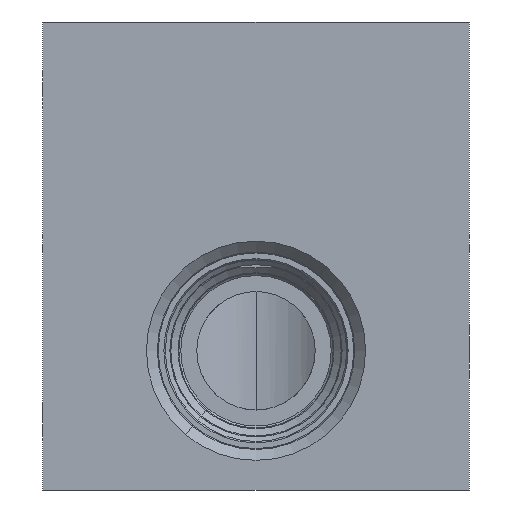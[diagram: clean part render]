
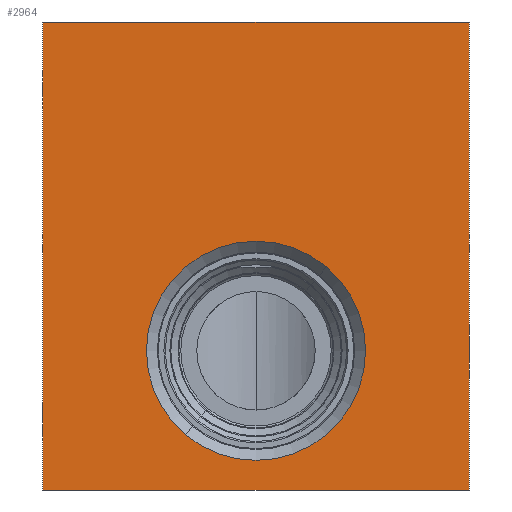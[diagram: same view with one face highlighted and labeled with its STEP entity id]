
A CAD part, front view. The second image highlights one B-rep face of the part: STEP entity #2964.
In plain terms, the highlighted planar face has unit normal (0, -1, 0).
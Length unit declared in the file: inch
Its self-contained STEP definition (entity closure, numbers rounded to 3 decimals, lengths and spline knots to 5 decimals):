
#5=DIRECTION('',(1.,0.,0.));
#6=VECTOR('',#5,4.5);
#7=CARTESIAN_POINT('',(0.,-7.875,0.));
#8=LINE('',#7,#6);
#155=DIRECTION('',(0.,0.,1.));
#156=VECTOR('',#155,4.938);
#157=CARTESIAN_POINT('',(4.5,-7.875,0.));
#158=LINE('',#157,#156);
#169=DIRECTION('',(0.,0.,1.));
#170=VECTOR('',#169,4.938);
#171=CARTESIAN_POINT('',(0.,-7.875,0.));
#172=LINE('',#171,#170);
#173=CARTESIAN_POINT('',(2.25,-7.875,1.469));
#174=DIRECTION('',(0.,1.,0.));
#175=DIRECTION('',(-0.643,0.,-0.766));
#176=AXIS2_PLACEMENT_3D('',#173,#174,#175);
#178=CARTESIAN_POINT('',(2.25,-7.875,1.469));
#179=DIRECTION('',(0.,1.,0.));
#180=DIRECTION('',(0.643,0.,0.766));
#181=AXIS2_PLACEMENT_3D('',#178,#179,#180);
#195=DIRECTION('',(1.,0.,0.));
#196=VECTOR('',#195,4.5);
#197=CARTESIAN_POINT('',(0.,-7.875,4.938));
#198=LINE('',#197,#196);
#2367=CARTESIAN_POINT('',(0.,-7.875,0.));
#2369=VERTEX_POINT('',#2367);
#2370=CARTESIAN_POINT('',(4.5,-7.875,0.));
#2371=VERTEX_POINT('',#2370);
#2375=CARTESIAN_POINT('',(0.,-7.875,4.938));
#2377=VERTEX_POINT('',#2375);
#2378=CARTESIAN_POINT('',(4.5,-7.875,4.938));
#2379=VERTEX_POINT('',#2378);
#2548=CARTESIAN_POINT('',(1.50694,-7.875,0.58345));
#2549=VERTEX_POINT('',#2548);
#2558=CARTESIAN_POINT('',(2.99306,-7.875,2.35455));
#2559=VERTEX_POINT('',#2558);
#2946=CARTESIAN_POINT('',(0.,-7.875,0.));
#2947=DIRECTION('',(0.,-1.,0.));
#2948=DIRECTION('',(1.,0.,0.));
#2949=AXIS2_PLACEMENT_3D('',#2946,#2947,#2948);
#2950=PLANE('',#2949);
#2951=ORIENTED_EDGE('',*,*,#2810,.F.);
#2952=ORIENTED_EDGE('',*,*,#2889,.T.);
#2954=ORIENTED_EDGE('',*,*,#2953,.T.);
#2955=ORIENTED_EDGE('',*,*,#2932,.F.);
#2956=EDGE_LOOP('',(#2951,#2952,#2954,#2955));
#2957=FACE_OUTER_BOUND('',#2956,.F.);
#2959=ORIENTED_EDGE('',*,*,#2958,.F.);
#2961=ORIENTED_EDGE('',*,*,#2960,.F.);
#2962=EDGE_LOOP('',(#2959,#2961));
#2963=FACE_BOUND('',#2962,.F.);
#2964=ADVANCED_FACE('',(#2957,#2963),#2950,.T.);
#177=CIRCLE('',#176,1.156);
#182=CIRCLE('',#181,1.156);
#2810=EDGE_CURVE('',#2369,#2371,#8,.T.);
#2889=EDGE_CURVE('',#2369,#2377,#172,.T.);
#2932=EDGE_CURVE('',#2371,#2379,#158,.T.);
#2953=EDGE_CURVE('',#2377,#2379,#198,.T.);
#2958=EDGE_CURVE('',#2549,#2559,#177,.T.);
#2960=EDGE_CURVE('',#2559,#2549,#182,.T.);
